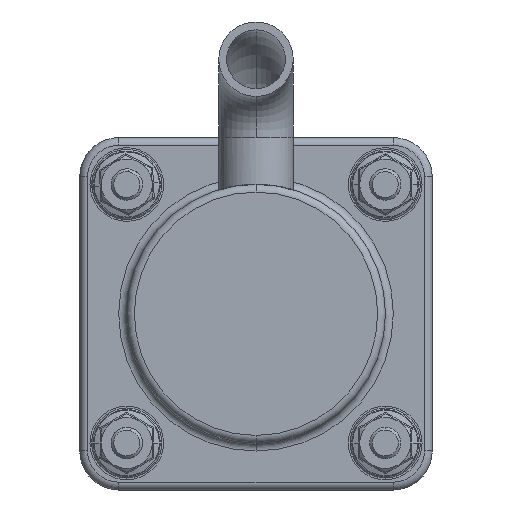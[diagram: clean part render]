
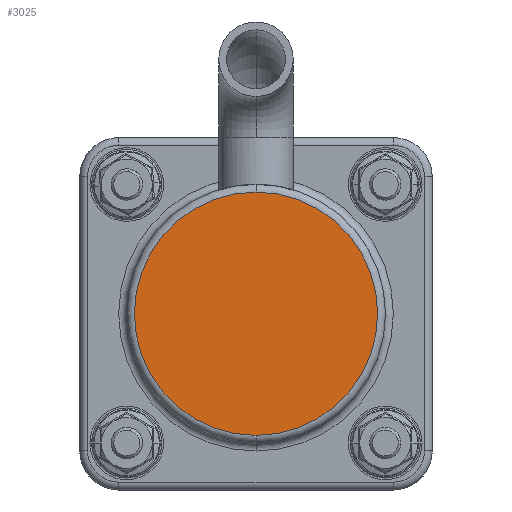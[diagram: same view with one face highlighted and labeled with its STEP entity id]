
A CAD part, front view. The second image highlights one B-rep face of the part: STEP entity #3025.
In plain terms, the highlighted planar face has unit normal (0, -1, 0).
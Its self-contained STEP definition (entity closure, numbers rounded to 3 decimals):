
#135 = AXIS2_PLACEMENT_3D ( 'NONE', #2142, #5903, #5456 ) ;
#310 = VERTEX_POINT ( 'NONE', #4184 ) ;
#361 = AXIS2_PLACEMENT_3D ( 'NONE', #2628, #5904, #4561 ) ;
#761 = EDGE_CURVE ( 'NONE', #310, #1223, #6016, .T. ) ;
#882 = EDGE_CURVE ( 'NONE', #1223, #310, #2011, .T. ) ;
#1223 = VERTEX_POINT ( 'NONE', #3917 ) ;
#1281 = CARTESIAN_POINT ( 'NONE',  ( 0., -2., 0. ) ) ;
#1333 = AXIS2_PLACEMENT_3D ( 'NONE', #1281, #5070, #4620 ) ;
#2011 = CIRCLE ( 'NONE', #1333, 31.06 ) ;
#2142 = CARTESIAN_POINT ( 'NONE',  ( 0., -2., 0. ) ) ;
#2290 = EDGE_LOOP ( 'NONE', ( #3934, #4791 ) ) ;
#2628 = CARTESIAN_POINT ( 'NONE',  ( 0., -2., 0. ) ) ;
#3025 = ADVANCED_FACE ( 'NONE', ( #5152 ), #3608, .F. ) ;
#3608 = PLANE ( 'NONE',  #135 ) ;
#3917 = CARTESIAN_POINT ( 'NONE',  ( 0., -2., -31.06 ) ) ;
#3934 = ORIENTED_EDGE ( 'NONE', *, *, #761, .T. ) ;
#4184 = CARTESIAN_POINT ( 'NONE',  ( 0., -2., 31.06 ) ) ;
#4561 = DIRECTION ( 'NONE',  ( 0., 0., 1. ) ) ;
#4620 = DIRECTION ( 'NONE',  ( 0., 0., 1. ) ) ;
#4791 = ORIENTED_EDGE ( 'NONE', *, *, #882, .T. ) ;
#5070 = DIRECTION ( 'NONE',  ( 0., -1., 0. ) ) ;
#5152 = FACE_OUTER_BOUND ( 'NONE', #2290, .T. ) ;
#5456 = DIRECTION ( 'NONE',  ( 0., 0., 1. ) ) ;
#5903 = DIRECTION ( 'NONE',  ( 0., 1., 0. ) ) ;
#5904 = DIRECTION ( 'NONE',  ( 0., -1., 0. ) ) ;
#6016 = CIRCLE ( 'NONE', #361, 31.06 ) ;
